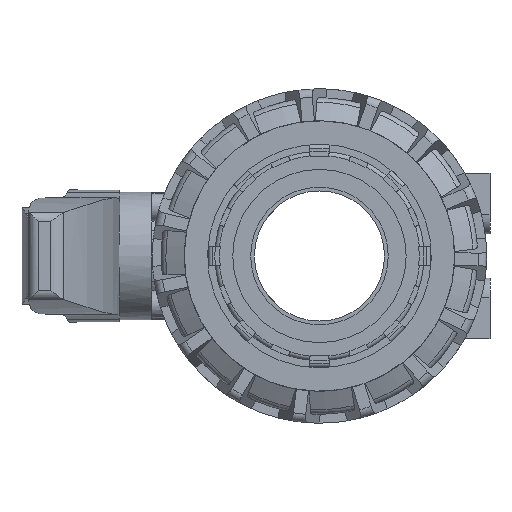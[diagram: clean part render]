
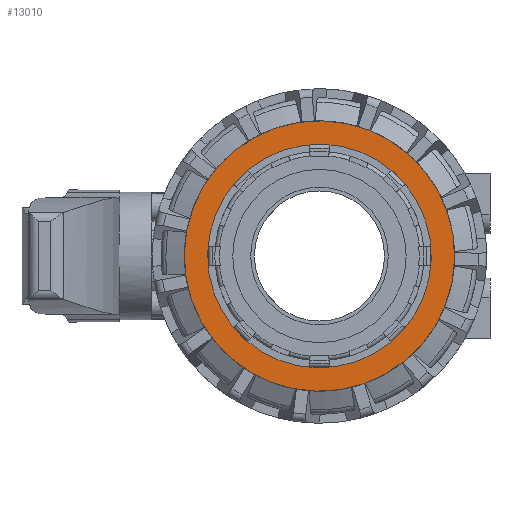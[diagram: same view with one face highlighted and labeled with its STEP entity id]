
A CAD part, left-side view. The second image highlights one B-rep face of the part: STEP entity #13010.
In plain terms, the highlighted face is planar.
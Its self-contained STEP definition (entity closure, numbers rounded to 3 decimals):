
#750=FACE_BOUND('',#2754,.T.);
#1133=CIRCLE('',#14257,40.65);
#1157=CIRCLE('',#14318,49.15);
#1983=FACE_OUTER_BOUND('',#2753,.T.);
#2753=EDGE_LOOP('',(#11004));
#2754=EDGE_LOOP('',(#11005));
#5716=VERTEX_POINT('',#24101);
#5733=VERTEX_POINT('',#24228);
#7479=EDGE_CURVE('',#5716,#5716,#1133,.T.);
#7546=EDGE_CURVE('',#5733,#5733,#1157,.T.);
#11004=ORIENTED_EDGE('',*,*,#7546,.T.);
#11005=ORIENTED_EDGE('',*,*,#7479,.T.);
#12373=PLANE('',#14351);
#13010=ADVANCED_FACE('',(#1983,#750),#12373,.T.);
#14257=AXIS2_PLACEMENT_3D('',#24102,#17421,#17422);
#14318=AXIS2_PLACEMENT_3D('',#24229,#17571,#17572);
#14351=AXIS2_PLACEMENT_3D('',#24266,#17638,#17639);
#17421=DIRECTION('center_axis',(0.,0.,-1.));
#17422=DIRECTION('ref_axis',(-1.,0.,0.));
#17571=DIRECTION('center_axis',(0.,0.,1.));
#17572=DIRECTION('ref_axis',(1.,0.,0.));
#17638=DIRECTION('center_axis',(0.,0.,1.));
#17639=DIRECTION('ref_axis',(1.,0.,0.));
#24101=CARTESIAN_POINT('',(40.65,0.,49.2));
#24102=CARTESIAN_POINT('Origin',(0.,0.,49.2));
#24228=CARTESIAN_POINT('',(0.,-49.15,49.2));
#24229=CARTESIAN_POINT('Origin',(0.,0.,49.2));
#24266=CARTESIAN_POINT('Origin',(0.,0.,49.2));
